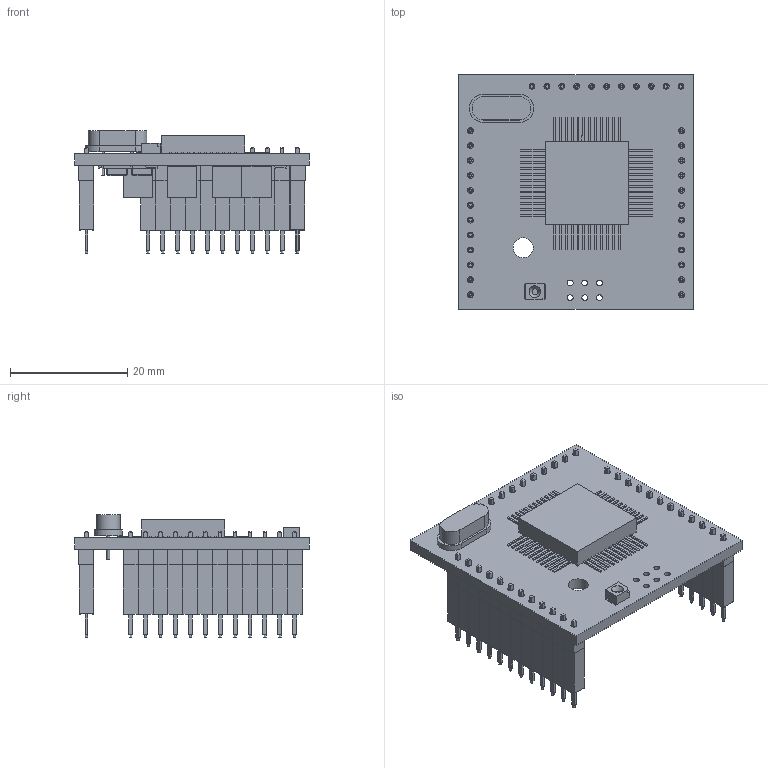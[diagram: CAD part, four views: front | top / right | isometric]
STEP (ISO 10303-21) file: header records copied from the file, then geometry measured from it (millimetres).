
FILE_DESCRIPTION(('STEP AP214'), '1');
FILE_NAME('MP32', '2019-10-16T08:34:19', ('UNSPECIFIED'), ('UNSPECIFIED'), 'ASCON STEP Converter 1.3', 'ASCON Math Kernel', '');
FILE_SCHEMA(('AUTOMOTIVE_DESIGN { 1 0 10303 214 3 1 1}'));
Length unit declared in the file: millimetre
Products named in the file (22): Open CASCADE STEP translator 6.9 1; CAP_0603; SOLID; Cap_2220; Res_0805; Diode_KT-99-1; KIPD86; Rezonator_RK456MDY; 1986VE93; COMPOUND
Assembly tree (81 placements, depth 3):
  Open CASCADE STEP translator 6.9 1
    CAP_0603  x2
      SOLID
    Cap_2220  x4
      SOLID
    Res_0805  x10
      SOLID
    Diode_KT-99-1  x2
      SOLID
    KIPD86
      SOLID
    Rezonator_RK456MDY
      SOLID
    1986VE93
      SOLID
    COMPOUND
    (unnamed)  x2
      (unnamed)
    (unnamed)
      (unnamed)  x11
    (unnamed)  x2
      (unnamed)
    (unnamed)
      (unnamed)  x11
Bounding box: 40 x 40 x 20.9 mm (x, y, z)
Volume: 7072.1 mm3; surface area: 12009.3 mm2
Topology: 92 solids, 92 shells, 2440 faces, 5834 edges, 3730 vertices
Faces by surface type: plane 2338, cylinder 101, cone 1
Full cylindrical faces by diameter (mm): 0.42 x35, 0.5 x2, 1 x43, 3.4 x1
Entity records: 20527 total; most frequent: CARTESIAN_POINT 2571, DIRECTION 2409, ORIENTED_EDGE 2400, EDGE_CURVE 1200, LINE 1081, VECTOR 1081, VERTEX_POINT 826, AXIS2_PLACEMENT_3D 664
